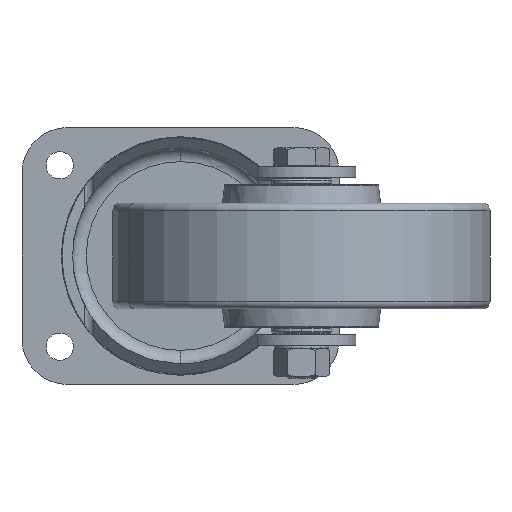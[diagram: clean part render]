
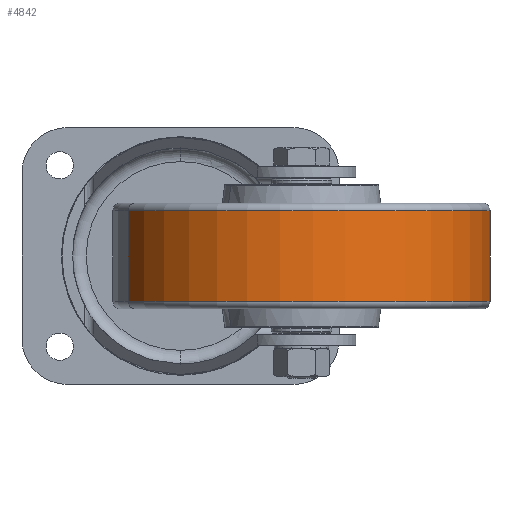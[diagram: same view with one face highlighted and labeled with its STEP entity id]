
A CAD part, front view. The second image highlights one B-rep face of the part: STEP entity #4842.
In plain terms, the highlighted cylindrical face has radius 62.5 mm (diameter 125 mm), a partial arc.
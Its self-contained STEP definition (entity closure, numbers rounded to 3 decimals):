
#544 = LINE ( 'NONE', #10718, #10653 ) ;
#1383 = VERTEX_POINT ( 'NONE', #11000 ) ;
#1635 = DIRECTION ( 'NONE',  ( 0.918, 0.396, 0. ) ) ;
#1933 = AXIS2_PLACEMENT_3D ( 'NONE', #10841, #6217, #1635 ) ;
#2888 = ORIENTED_EDGE ( 'NONE', *, *, #16579, .T. ) ;
#3017 = CARTESIAN_POINT ( 'NONE',  ( 97.378, -71.721, 15. ) ) ;
#4337 = DIRECTION ( 'NONE',  ( 0., 0., 1. ) ) ;
#4446 = DIRECTION ( 'NONE',  ( 0., 0., 1. ) ) ;
#4842 = ADVANCED_FACE ( 'NONE', ( #10965 ), #11915, .T. ) ;
#5104 = VERTEX_POINT ( 'NONE', #6489 ) ;
#6154 = CARTESIAN_POINT ( 'NONE',  ( 40., -96.5, 0. ) ) ;
#6217 = DIRECTION ( 'NONE',  ( 0., 0., -1. ) ) ;
#6489 = CARTESIAN_POINT ( 'NONE',  ( -17.378, -121.279, -15. ) ) ;
#7295 = CARTESIAN_POINT ( 'NONE',  ( 97.378, -71.721, 0. ) ) ;
#7468 = CARTESIAN_POINT ( 'NONE',  ( 40., -96.5, -15. ) ) ;
#7684 = CIRCLE ( 'NONE', #1933, 62.5 ) ;
#8541 = ORIENTED_EDGE ( 'NONE', *, *, #15475, .F. ) ;
#9309 = VERTEX_POINT ( 'NONE', #3017 ) ;
#9403 = ORIENTED_EDGE ( 'NONE', *, *, #13622, .T. ) ;
#9705 = AXIS2_PLACEMENT_3D ( 'NONE', #6154, #12274, #13646 ) ;
#10407 = LINE ( 'NONE', #7295, #14072 ) ;
#10653 = VECTOR ( 'NONE', #4446, 1000. ) ;
#10718 = CARTESIAN_POINT ( 'NONE',  ( -17.378, -121.279, 0. ) ) ;
#10841 = CARTESIAN_POINT ( 'NONE',  ( 40., -96.5, 15. ) ) ;
#10965 = FACE_OUTER_BOUND ( 'NONE', #19122, .T. ) ;
#11000 = CARTESIAN_POINT ( 'NONE',  ( 97.378, -71.721, -15. ) ) ;
#11134 = EDGE_CURVE ( 'NONE', #5104, #1383, #11743, .T. ) ;
#11743 = CIRCLE ( 'NONE', #19250, 62.5 ) ;
#11915 = CYLINDRICAL_SURFACE ( 'NONE', #9705, 62.5 ) ;
#12274 = DIRECTION ( 'NONE',  ( 0., 0., 1. ) ) ;
#13622 = EDGE_CURVE ( 'NONE', #1383, #9309, #10407, .T. ) ;
#13646 = DIRECTION ( 'NONE',  ( 0.918, 0.396, 0. ) ) ;
#14038 = ORIENTED_EDGE ( 'NONE', *, *, #11134, .T. ) ;
#14072 = VECTOR ( 'NONE', #4337, 1000. ) ;
#15475 = EDGE_CURVE ( 'NONE', #5104, #19684, #544, .T. ) ;
#16579 = EDGE_CURVE ( 'NONE', #9309, #19684, #7684, .T. ) ;
#19122 = EDGE_LOOP ( 'NONE', ( #8541, #14038, #9403, #2888 ) ) ;
#19250 = AXIS2_PLACEMENT_3D ( 'NONE', #7468, #19945, #19878 ) ;
#19684 = VERTEX_POINT ( 'NONE', #19881 ) ;
#19878 = DIRECTION ( 'NONE',  ( -0.918, -0.396, 0. ) ) ;
#19881 = CARTESIAN_POINT ( 'NONE',  ( -17.378, -121.279, 15. ) ) ;
#19945 = DIRECTION ( 'NONE',  ( 0., 0., 1. ) ) ;
